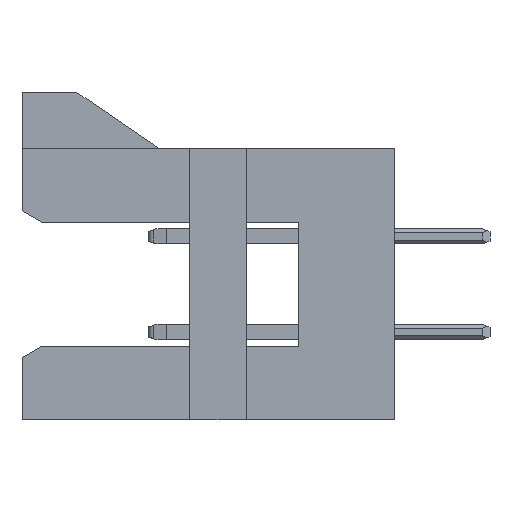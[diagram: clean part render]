
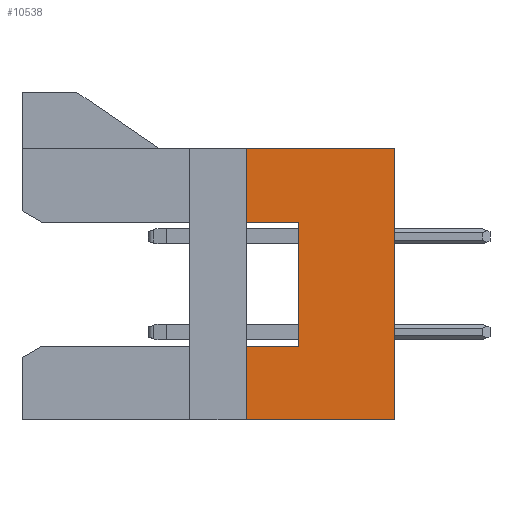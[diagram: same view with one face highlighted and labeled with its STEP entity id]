
A CAD part, left-side view. The second image highlights one B-rep face of the part: STEP entity #10538.
In plain terms, the highlighted planar face has unit normal (-1, 0, 0).
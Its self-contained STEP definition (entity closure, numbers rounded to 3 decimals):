
#5310=CARTESIAN_POINT('',(-9.285,-2.41,-1.65));
#5311=VERTEX_POINT('',#5310);
#5318=CARTESIAN_POINT('',(-9.285,-2.41,1.65));
#5319=VERTEX_POINT('',#5318);
#5320=CARTESIAN_POINT('',(-9.285,-2.41,-1.65));
#5321=DIRECTION('',(0.,0.,1.));
#5322=VECTOR('',#5321,3.3);
#5323=LINE('',#5320,#5322);
#5324=EDGE_CURVE('',#5311,#5319,#5323,.T.);
#10400=CARTESIAN_POINT('',(-9.285,-1.01,-3.6));
#10401=VERTEX_POINT('',#10400);
#10411=CARTESIAN_POINT('',(-9.285,-1.01,-1.65));
#10412=VERTEX_POINT('',#10411);
#10413=CARTESIAN_POINT('',(-9.285,-1.01,-3.6));
#10414=CARTESIAN_POINT('',(-9.285,-1.01,-3.21));
#10415=CARTESIAN_POINT('',(-9.285,-1.01,-2.82));
#10416=CARTESIAN_POINT('',(-9.285,-1.01,-2.43));
#10417=CARTESIAN_POINT('',(-9.285,-1.01,-2.04));
#10418=CARTESIAN_POINT('',(-9.285,-1.01,-1.65));
#10419=B_SPLINE_CURVE_WITH_KNOTS('',5,(#10413,#10414,#10415,#10416,#10417,#10418),.UNSPECIFIED.,.F.,.U.,(6,6),(0.,1.95),.UNSPECIFIED.);
#10420=EDGE_CURVE('',#10401,#10412,#10419,.T.);
#10444=CARTESIAN_POINT('',(-9.285,-1.01,1.65));
#10445=VERTEX_POINT('',#10444);
#10455=CARTESIAN_POINT('',(-9.285,-1.01,3.6));
#10456=VERTEX_POINT('',#10455);
#10457=CARTESIAN_POINT('',(-9.285,-1.01,1.65));
#10458=CARTESIAN_POINT('',(-9.285,-1.01,2.04));
#10459=CARTESIAN_POINT('',(-9.285,-1.01,2.43));
#10460=CARTESIAN_POINT('',(-9.285,-1.01,2.82));
#10461=CARTESIAN_POINT('',(-9.285,-1.01,3.21));
#10462=CARTESIAN_POINT('',(-9.285,-1.01,3.6));
#10463=B_SPLINE_CURVE_WITH_KNOTS('',5,(#10457,#10458,#10459,#10460,#10461,#10462),.UNSPECIFIED.,.F.,.U.,(6,6),(0.,1.95),.UNSPECIFIED.);
#10464=EDGE_CURVE('',#10445,#10456,#10463,.T.);
#10479=CARTESIAN_POINT('',(-9.285,-2.98,0.));
#10480=DIRECTION('',(0.,0.,1.));
#10481=DIRECTION('',(-1.,0.,0.));
#10482=AXIS2_PLACEMENT_3D('',#10479,#10481,#10480);
#10483=PLANE('',#10482);
#10484=ORIENTED_EDGE('',*,*,#5324,.F.);
#10485=CARTESIAN_POINT('',(-9.285,-2.41,-1.65));
#10486=CARTESIAN_POINT('',(-9.285,-2.13,-1.65));
#10487=CARTESIAN_POINT('',(-9.285,-1.85,-1.65));
#10488=CARTESIAN_POINT('',(-9.285,-1.57,-1.65));
#10489=CARTESIAN_POINT('',(-9.285,-1.29,-1.65));
#10490=CARTESIAN_POINT('',(-9.285,-1.01,-1.65));
#10491=B_SPLINE_CURVE_WITH_KNOTS('',5,(#10485,#10486,#10487,#10488,#10489,#10490),.UNSPECIFIED.,.F.,.U.,(6,6),(0.,1.4),.UNSPECIFIED.);
#10492=EDGE_CURVE('',#5311,#10412,#10491,.T.);
#10493=ORIENTED_EDGE('',*,*,#10492,.T.);
#10494=ORIENTED_EDGE('',*,*,#10420,.F.);
#10495=CARTESIAN_POINT('',(-9.285,-4.95,-3.6));
#10496=VERTEX_POINT('',#10495);
#10497=CARTESIAN_POINT('',(-9.285,-1.01,-3.6));
#10498=CARTESIAN_POINT('',(-9.285,-1.798,-3.6));
#10499=CARTESIAN_POINT('',(-9.285,-2.586,-3.6));
#10500=CARTESIAN_POINT('',(-9.285,-3.374,-3.6));
#10501=CARTESIAN_POINT('',(-9.285,-4.162,-3.6));
#10502=CARTESIAN_POINT('',(-9.285,-4.95,-3.6));
#10503=B_SPLINE_CURVE_WITH_KNOTS('',5,(#10497,#10498,#10499,#10500,#10501,#10502),.UNSPECIFIED.,.F.,.U.,(6,6),(0.,3.94),.UNSPECIFIED.);
#10504=EDGE_CURVE('',#10401,#10496,#10503,.T.);
#10505=ORIENTED_EDGE('',*,*,#10504,.T.);
#10506=CARTESIAN_POINT('',(-9.285,-4.95,3.6));
#10507=VERTEX_POINT('',#10506);
#10508=CARTESIAN_POINT('',(-9.285,-4.95,-3.6));
#10509=CARTESIAN_POINT('',(-9.285,-4.95,-2.16));
#10510=CARTESIAN_POINT('',(-9.285,-4.95,-0.72));
#10511=CARTESIAN_POINT('',(-9.285,-4.95,0.72));
#10512=CARTESIAN_POINT('',(-9.285,-4.95,2.16));
#10513=CARTESIAN_POINT('',(-9.285,-4.95,3.6));
#10514=B_SPLINE_CURVE_WITH_KNOTS('',5,(#10508,#10509,#10510,#10511,#10512,#10513),.UNSPECIFIED.,.F.,.U.,(6,6),(0.,7.2),.UNSPECIFIED.);
#10515=EDGE_CURVE('',#10496,#10507,#10514,.T.);
#10516=ORIENTED_EDGE('',*,*,#10515,.T.);
#10517=CARTESIAN_POINT('',(-9.285,-4.95,3.6));
#10518=CARTESIAN_POINT('',(-9.285,-4.162,3.6));
#10519=CARTESIAN_POINT('',(-9.285,-3.374,3.6));
#10520=CARTESIAN_POINT('',(-9.285,-2.586,3.6));
#10521=CARTESIAN_POINT('',(-9.285,-1.798,3.6));
#10522=CARTESIAN_POINT('',(-9.285,-1.01,3.6));
#10523=B_SPLINE_CURVE_WITH_KNOTS('',5,(#10517,#10518,#10519,#10520,#10521,#10522),.UNSPECIFIED.,.F.,.U.,(6,6),(0.,3.94),.UNSPECIFIED.);
#10524=EDGE_CURVE('',#10507,#10456,#10523,.T.);
#10525=ORIENTED_EDGE('',*,*,#10524,.T.);
#10526=ORIENTED_EDGE('',*,*,#10464,.F.);
#10527=CARTESIAN_POINT('',(-9.285,-1.01,1.65));
#10528=CARTESIAN_POINT('',(-9.285,-1.29,1.65));
#10529=CARTESIAN_POINT('',(-9.285,-1.57,1.65));
#10530=CARTESIAN_POINT('',(-9.285,-1.85,1.65));
#10531=CARTESIAN_POINT('',(-9.285,-2.13,1.65));
#10532=CARTESIAN_POINT('',(-9.285,-2.41,1.65));
#10533=B_SPLINE_CURVE_WITH_KNOTS('',5,(#10527,#10528,#10529,#10530,#10531,#10532),.UNSPECIFIED.,.F.,.U.,(6,6),(0.,1.4),.UNSPECIFIED.);
#10534=EDGE_CURVE('',#10445,#5319,#10533,.T.);
#10535=ORIENTED_EDGE('',*,*,#10534,.T.);
#10536=EDGE_LOOP('',(#10484,#10493,#10494,#10505,#10516,#10525,#10526,#10535));
#10537=FACE_OUTER_BOUND('',#10536,.T.);
#10538=ADVANCED_FACE('',(#10537),#10483,.T.);
